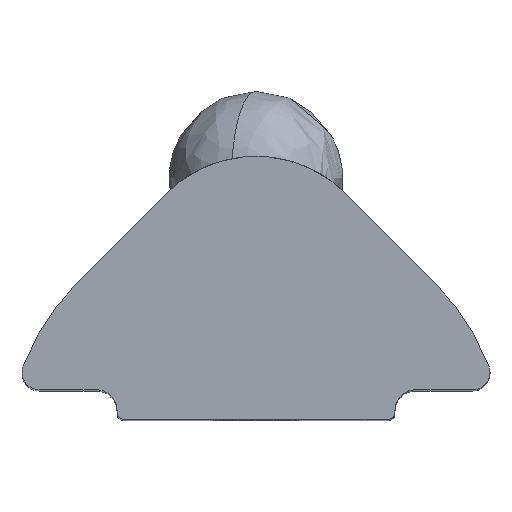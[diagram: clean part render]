
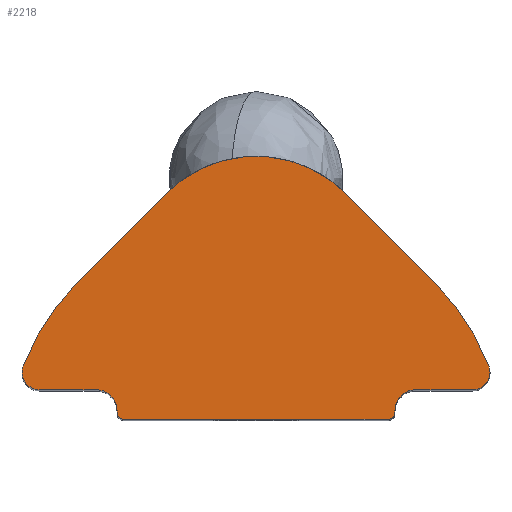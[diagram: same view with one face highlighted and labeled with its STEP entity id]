
A CAD part, top view. The second image highlights one B-rep face of the part: STEP entity #2218.
In plain terms, the highlighted planar face has unit normal (0, 0, 1).
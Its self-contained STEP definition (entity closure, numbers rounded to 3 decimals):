
#32 = EDGE_CURVE ( 'NONE', #1129, #199, #1690, .T. ) ;
#37 = ORIENTED_EDGE ( 'NONE', *, *, #32, .T. ) ;
#46 = CIRCLE ( 'NONE', #1290, 0.501 ) ;
#86 = EDGE_CURVE ( 'NONE', #1129, #1404, #790, .T. ) ;
#143 = AXIS2_PLACEMENT_3D ( 'NONE', #402, #1786, #1831 ) ;
#153 = ORIENTED_EDGE ( 'NONE', *, *, #1757, .T. ) ;
#156 = DIRECTION ( 'NONE',  ( 1., 0., 0. ) ) ;
#161 = EDGE_CURVE ( 'NONE', #1404, #2765, #536, .T. ) ;
#181 = VECTOR ( 'NONE', #1686, 1000. ) ;
#199 = VERTEX_POINT ( 'NONE', #1418 ) ;
#217 = VERTEX_POINT ( 'NONE', #1098 ) ;
#280 = LINE ( 'NONE', #1703, #956 ) ;
#288 = DIRECTION ( 'NONE',  ( 0., 0., -1. ) ) ;
#363 = DIRECTION ( 'NONE',  ( 0., 0., 1. ) ) ;
#373 = CARTESIAN_POINT ( 'NONE',  ( -6.236, -2.339, 11. ) ) ;
#390 = EDGE_CURVE ( 'NONE', #1193, #2271, #2815, .T. ) ;
#402 = CARTESIAN_POINT ( 'NONE',  ( 6.234, -1.838, 11. ) ) ;
#407 = CARTESIAN_POINT ( 'NONE',  ( 6.7, -1.655, 11. ) ) ;
#419 = VERTEX_POINT ( 'NONE', #594 ) ;
#434 = LINE ( 'NONE', #1121, #474 ) ;
#437 = ORIENTED_EDGE ( 'NONE', *, *, #2215, .T. ) ;
#448 = CARTESIAN_POINT ( 'NONE',  ( -4.001, -2.939, 11. ) ) ;
#474 = VECTOR ( 'NONE', #888, 1000. ) ;
#500 = CARTESIAN_POINT ( 'NONE',  ( 3.799, -3.189, 11. ) ) ;
#525 = CARTESIAN_POINT ( 'NONE',  ( -6.236, -1.838, 11. ) ) ;
#536 = LINE ( 'NONE', #500, #2897 ) ;
#543 = CARTESIAN_POINT ( 'NONE',  ( -0.001, -4.288, 11. ) ) ;
#552 = DIRECTION ( 'NONE',  ( 1., 0., 0. ) ) ;
#567 = DIRECTION ( 'NONE',  ( 1., 0., 0. ) ) ;
#576 = EDGE_CURVE ( 'NONE', #1747, #2573, #2008, .T. ) ;
#588 = PLANE ( 'NONE',  #851 ) ;
#594 = CARTESIAN_POINT ( 'NONE',  ( 2.582, 3.312, 11. ) ) ;
#615 = FACE_OUTER_BOUND ( 'NONE', #1166, .T. ) ;
#675 = ORIENTED_EDGE ( 'NONE', *, *, #86, .F. ) ;
#687 = AXIS2_PLACEMENT_3D ( 'NONE', #1437, #762, #567 ) ;
#699 = EDGE_CURVE ( 'NONE', #2573, #419, #280, .T. ) ;
#710 = ORIENTED_EDGE ( 'NONE', *, *, #1301, .F. ) ;
#750 = DIRECTION ( 'NONE',  ( 1., 0., 0. ) ) ;
#761 = CIRCLE ( 'NONE', #2119, 0.6 ) ;
#762 = DIRECTION ( 'NONE',  ( 0., 0., -1. ) ) ;
#790 = CIRCLE ( 'NONE', #687, 0.2 ) ;
#803 = CIRCLE ( 'NONE', #1716, 0.501 ) ;
#846 = ORIENTED_EDGE ( 'NONE', *, *, #576, .T. ) ;
#851 = AXIS2_PLACEMENT_3D ( 'NONE', #1468, #363, #1707 ) ;
#853 = CARTESIAN_POINT ( 'NONE',  ( 6.234, -2.339, 11. ) ) ;
#869 = DIRECTION ( 'NONE',  ( 0., 0., -1. ) ) ;
#888 = DIRECTION ( 'NONE',  ( 0., -1., 0. ) ) ;
#956 = VECTOR ( 'NONE', #2640, 1000. ) ;
#974 = ORIENTED_EDGE ( 'NONE', *, *, #1629, .F. ) ;
#1013 = CIRCLE ( 'NONE', #1622, 0.6 ) ;
#1060 = CARTESIAN_POINT ( 'NONE',  ( -4.001, -2.989, 11. ) ) ;
#1070 = ORIENTED_EDGE ( 'NONE', *, *, #2958, .T. ) ;
#1087 = ORIENTED_EDGE ( 'NONE', *, *, #2590, .F. ) ;
#1098 = CARTESIAN_POINT ( 'NONE',  ( 6.735, -1.838, 11. ) ) ;
#1112 = VERTEX_POINT ( 'NONE', #373 ) ;
#1121 = CARTESIAN_POINT ( 'NONE',  ( -4.001, -0.234, 11. ) ) ;
#1129 = VERTEX_POINT ( 'NONE', #1270 ) ;
#1134 = LINE ( 'NONE', #2075, #1287 ) ;
#1166 = EDGE_LOOP ( 'NONE', ( #1348, #675, #37, #437, #1309, #1872, #2488, #846, #2962, #1070, #2941, #153, #710, #1087, #1557, #2288, #974 ) ) ;
#1193 = VERTEX_POINT ( 'NONE', #2456 ) ;
#1219 = VECTOR ( 'NONE', #2395, 1000. ) ;
#1239 = DIRECTION ( 'NONE',  ( 1., 0., 0. ) ) ;
#1260 = CARTESIAN_POINT ( 'NONE',  ( 4.599, -2.939, 11. ) ) ;
#1270 = CARTESIAN_POINT ( 'NONE',  ( 3.999, -2.989, 11. ) ) ;
#1279 = DIRECTION ( 'NONE',  ( 0., 0., 1. ) ) ;
#1287 = VECTOR ( 'NONE', #2056, 1000. ) ;
#1290 = AXIS2_PLACEMENT_3D ( 'NONE', #1801, #2725, #2535 ) ;
#1301 = EDGE_CURVE ( 'NONE', #1112, #2902, #803, .T. ) ;
#1309 = ORIENTED_EDGE ( 'NONE', *, *, #2052, .F. ) ;
#1314 = CARTESIAN_POINT ( 'NONE',  ( -0.001, -4.288, 11. ) ) ;
#1339 = CIRCLE ( 'NONE', #1381, 7.2 ) ;
#1348 = ORIENTED_EDGE ( 'NONE', *, *, #161, .F. ) ;
#1364 = CARTESIAN_POINT ( 'NONE',  ( 3.799, -3.189, 11. ) ) ;
#1381 = AXIS2_PLACEMENT_3D ( 'NONE', #1314, #2235, #156 ) ;
#1404 = VERTEX_POINT ( 'NONE', #1364 ) ;
#1418 = CARTESIAN_POINT ( 'NONE',  ( 3.999, -2.939, 11. ) ) ;
#1431 = CARTESIAN_POINT ( 'NONE',  ( -2.584, 3.312, 11. ) ) ;
#1437 = CARTESIAN_POINT ( 'NONE',  ( 3.799, -2.989, 11. ) ) ;
#1440 = CARTESIAN_POINT ( 'NONE',  ( 5.09, 0.803, 11. ) ) ;
#1446 = EDGE_CURVE ( 'NONE', #217, #2469, #46, .T. ) ;
#1461 = DIRECTION ( 'NONE',  ( 0., 0., -1. ) ) ;
#1468 = CARTESIAN_POINT ( 'NONE',  ( -0.001, -0.234, 11. ) ) ;
#1476 = CIRCLE ( 'NONE', #1572, 3.652 ) ;
#1488 = DIRECTION ( 'NONE',  ( 1., 0., 0. ) ) ;
#1557 = ORIENTED_EDGE ( 'NONE', *, *, #1955, .T. ) ;
#1572 = AXIS2_PLACEMENT_3D ( 'NONE', #1902, #2827, #750 ) ;
#1622 = AXIS2_PLACEMENT_3D ( 'NONE', #1260, #2685, #552 ) ;
#1629 = EDGE_CURVE ( 'NONE', #2765, #2220, #2690, .T. ) ;
#1652 = CARTESIAN_POINT ( 'NONE',  ( -6.702, -1.655, 11. ) ) ;
#1686 = DIRECTION ( 'NONE',  ( -0.707, -0.707, 0. ) ) ;
#1690 = LINE ( 'NONE', #2126, #1219 ) ;
#1703 = CARTESIAN_POINT ( 'NONE',  ( 5.09, 0.803, 11. ) ) ;
#1707 = DIRECTION ( 'NONE',  ( 1., 0., 0. ) ) ;
#1716 = AXIS2_PLACEMENT_3D ( 'NONE', #525, #288, #1488 ) ;
#1747 = VERTEX_POINT ( 'NONE', #407 ) ;
#1757 = EDGE_CURVE ( 'NONE', #2271, #2902, #1339, .T. ) ;
#1778 = EDGE_CURVE ( 'NONE', #2707, #2220, #434, .T. ) ;
#1786 = DIRECTION ( 'NONE',  ( 0., 0., -1. ) ) ;
#1801 = CARTESIAN_POINT ( 'NONE',  ( 6.234, -1.838, 11. ) ) ;
#1817 = AXIS2_PLACEMENT_3D ( 'NONE', #2654, #1461, #2638 ) ;
#1831 = DIRECTION ( 'NONE',  ( 1., 0., 0. ) ) ;
#1872 = ORIENTED_EDGE ( 'NONE', *, *, #1446, .F. ) ;
#1902 = CARTESIAN_POINT ( 'NONE',  ( -0.001, 0.729, 11. ) ) ;
#1955 = EDGE_CURVE ( 'NONE', #2341, #2707, #761, .T. ) ;
#2008 = CIRCLE ( 'NONE', #2351, 7.2 ) ;
#2052 = EDGE_CURVE ( 'NONE', #2469, #2907, #2068, .T. ) ;
#2056 = DIRECTION ( 'NONE',  ( -1., 0., 0. ) ) ;
#2068 = LINE ( 'NONE', #853, #2163 ) ;
#2075 = CARTESIAN_POINT ( 'NONE',  ( -4.601, -2.339, 11. ) ) ;
#2087 = CARTESIAN_POINT ( 'NONE',  ( -5.092, 0.803, 11. ) ) ;
#2119 = AXIS2_PLACEMENT_3D ( 'NONE', #2489, #869, #2260 ) ;
#2126 = CARTESIAN_POINT ( 'NONE',  ( 3.999, -0.234, 11. ) ) ;
#2143 = EDGE_CURVE ( 'NONE', #1747, #217, #2740, .T. ) ;
#2163 = VECTOR ( 'NONE', #2476, 1000. ) ;
#2215 = EDGE_CURVE ( 'NONE', #199, #2907, #1013, .T. ) ;
#2218 = ADVANCED_FACE ( 'NONE', ( #615 ), #588, .T. ) ;
#2220 = VERTEX_POINT ( 'NONE', #1060 ) ;
#2235 = DIRECTION ( 'NONE',  ( 0., 0., 1. ) ) ;
#2260 = DIRECTION ( 'NONE',  ( 1., 0., 0. ) ) ;
#2271 = VERTEX_POINT ( 'NONE', #2087 ) ;
#2288 = ORIENTED_EDGE ( 'NONE', *, *, #1778, .T. ) ;
#2341 = VERTEX_POINT ( 'NONE', #2777 ) ;
#2351 = AXIS2_PLACEMENT_3D ( 'NONE', #543, #1279, #1239 ) ;
#2395 = DIRECTION ( 'NONE',  ( 0., 1., 0. ) ) ;
#2412 = DIRECTION ( 'NONE',  ( -1., 0., 0. ) ) ;
#2428 = CARTESIAN_POINT ( 'NONE',  ( -3.801, -3.189, 11. ) ) ;
#2456 = CARTESIAN_POINT ( 'NONE',  ( -2.584, 3.312, 11. ) ) ;
#2469 = VERTEX_POINT ( 'NONE', #2523 ) ;
#2476 = DIRECTION ( 'NONE',  ( -1., 0., 0. ) ) ;
#2488 = ORIENTED_EDGE ( 'NONE', *, *, #2143, .F. ) ;
#2489 = CARTESIAN_POINT ( 'NONE',  ( -4.601, -2.939, 11. ) ) ;
#2523 = CARTESIAN_POINT ( 'NONE',  ( 6.234, -2.339, 11. ) ) ;
#2535 = DIRECTION ( 'NONE',  ( 1., 0., 0. ) ) ;
#2573 = VERTEX_POINT ( 'NONE', #1440 ) ;
#2590 = EDGE_CURVE ( 'NONE', #2341, #1112, #1134, .T. ) ;
#2638 = DIRECTION ( 'NONE',  ( 1., 0., 0. ) ) ;
#2640 = DIRECTION ( 'NONE',  ( -0.707, 0.707, 0. ) ) ;
#2654 = CARTESIAN_POINT ( 'NONE',  ( -3.801, -2.989, 11. ) ) ;
#2685 = DIRECTION ( 'NONE',  ( 0., 0., -1. ) ) ;
#2690 = CIRCLE ( 'NONE', #1817, 0.2 ) ;
#2707 = VERTEX_POINT ( 'NONE', #448 ) ;
#2725 = DIRECTION ( 'NONE',  ( 0., 0., -1. ) ) ;
#2740 = CIRCLE ( 'NONE', #143, 0.501 ) ;
#2765 = VERTEX_POINT ( 'NONE', #2428 ) ;
#2777 = CARTESIAN_POINT ( 'NONE',  ( -4.601, -2.339, 11. ) ) ;
#2800 = CARTESIAN_POINT ( 'NONE',  ( 4.599, -2.339, 11. ) ) ;
#2815 = LINE ( 'NONE', #1431, #181 ) ;
#2827 = DIRECTION ( 'NONE',  ( 0., 0., 1. ) ) ;
#2897 = VECTOR ( 'NONE', #2412, 1000. ) ;
#2902 = VERTEX_POINT ( 'NONE', #1652 ) ;
#2907 = VERTEX_POINT ( 'NONE', #2800 ) ;
#2941 = ORIENTED_EDGE ( 'NONE', *, *, #390, .T. ) ;
#2958 = EDGE_CURVE ( 'NONE', #419, #1193, #1476, .T. ) ;
#2962 = ORIENTED_EDGE ( 'NONE', *, *, #699, .T. ) ;
